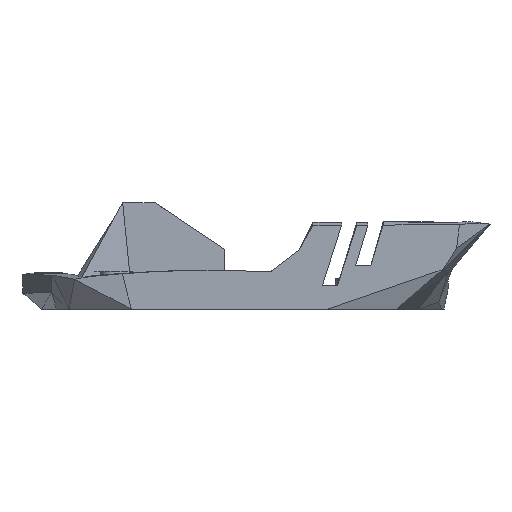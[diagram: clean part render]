
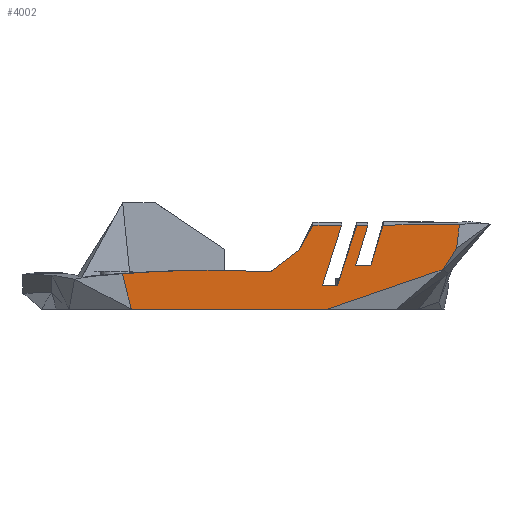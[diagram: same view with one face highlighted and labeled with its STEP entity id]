
A CAD part, left-side view. The second image highlights one B-rep face of the part: STEP entity #4002.
In plain terms, the highlighted planar face has unit normal (-1, 0, 0).
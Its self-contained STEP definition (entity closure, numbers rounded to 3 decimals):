
#123=(
BOUNDED_CURVE()
B_SPLINE_CURVE(2,(#6401,#6402,#6403),.UNSPECIFIED.,.F.,.F.)
B_SPLINE_CURVE_WITH_KNOTS((3,3),(26.262,28.01),
 .UNSPECIFIED.)
CURVE()
GEOMETRIC_REPRESENTATION_ITEM()
RATIONAL_B_SPLINE_CURVE((1.331,1.322,1.31))
REPRESENTATION_ITEM('')
);
#136=ELLIPSE('',#4272,864.968,267.444);
#395=FACE_OUTER_BOUND('',#656,.T.);
#656=EDGE_LOOP('',(#3222,#3223,#3224,#3225,#3226,#3227,#3228,#3229,#3230,
#3231,#3232,#3233,#3234,#3235,#3236,#3237,#3238));
#908=LINE('',#5909,#1321);
#919=LINE('',#5931,#1332);
#928=LINE('',#5952,#1341);
#938=LINE('',#5971,#1351);
#946=LINE('',#5987,#1359);
#954=LINE('',#6009,#1367);
#963=LINE('',#6030,#1376);
#967=LINE('',#6036,#1380);
#982=LINE('',#6067,#1395);
#984=LINE('',#6070,#1397);
#1064=LINE('',#6633,#1477);
#1080=LINE('',#7180,#1493);
#1081=LINE('',#7181,#1494);
#1082=LINE('',#7183,#1495);
#1083=LINE('',#7184,#1496);
#1321=VECTOR('',#4714,10.);
#1332=VECTOR('',#4733,10.);
#1341=VECTOR('',#4748,10.);
#1351=VECTOR('',#4766,10.);
#1359=VECTOR('',#4782,10.);
#1367=VECTOR('',#4802,10.);
#1376=VECTOR('',#4819,10.);
#1380=VECTOR('',#4827,10.);
#1395=VECTOR('',#4856,10.);
#1397=VECTOR('',#4860,10.);
#1477=VECTOR('',#5262,10.);
#1493=VECTOR('',#5296,10.);
#1494=VECTOR('',#5297,10.);
#1495=VECTOR('',#5298,10.);
#1496=VECTOR('',#5299,10.);
#1707=VERTEX_POINT('',#5906);
#1708=VERTEX_POINT('',#5908);
#1714=VERTEX_POINT('',#5925);
#1723=VERTEX_POINT('',#5949);
#1724=VERTEX_POINT('',#5951);
#1728=VERTEX_POINT('',#5965);
#1733=VERTEX_POINT('',#5982);
#1739=VERTEX_POINT('',#6001);
#1741=VERTEX_POINT('',#6007);
#1747=VERTEX_POINT('',#6023);
#1749=VERTEX_POINT('',#6029);
#1824=VERTEX_POINT('',#6356);
#1835=VERTEX_POINT('',#6400);
#1885=VERTEX_POINT('',#6630);
#1886=VERTEX_POINT('',#6632);
#1899=VERTEX_POINT('',#7179);
#1900=VERTEX_POINT('',#7182);
#2076=EDGE_CURVE('',#1707,#1708,#908,.T.);
#2087=EDGE_CURVE('',#1708,#1714,#919,.T.);
#2096=EDGE_CURVE('',#1723,#1724,#928,.T.);
#2106=EDGE_CURVE('',#1724,#1728,#938,.T.);
#2114=EDGE_CURVE('',#1733,#1723,#946,.T.);
#2124=EDGE_CURVE('',#1741,#1739,#954,.T.);
#2133=EDGE_CURVE('',#1749,#1747,#963,.T.);
#2137=EDGE_CURVE('',#1747,#1741,#967,.T.);
#2153=EDGE_CURVE('',#1714,#1733,#982,.T.);
#2155=EDGE_CURVE('',#1728,#1749,#984,.T.);
#2262=EDGE_CURVE('',#1824,#1707,#136,.T.);
#2276=EDGE_CURVE('',#1739,#1835,#123,.T.);
#2358=EDGE_CURVE('',#1885,#1886,#1064,.T.);
#2383=EDGE_CURVE('',#1885,#1899,#1080,.T.);
#2384=EDGE_CURVE('',#1899,#1835,#1081,.T.);
#2385=EDGE_CURVE('',#1824,#1900,#1082,.T.);
#2386=EDGE_CURVE('',#1900,#1886,#1083,.T.);
#3222=ORIENTED_EDGE('',*,*,#2358,.F.);
#3223=ORIENTED_EDGE('',*,*,#2383,.T.);
#3224=ORIENTED_EDGE('',*,*,#2384,.T.);
#3225=ORIENTED_EDGE('',*,*,#2276,.F.);
#3226=ORIENTED_EDGE('',*,*,#2124,.F.);
#3227=ORIENTED_EDGE('',*,*,#2137,.F.);
#3228=ORIENTED_EDGE('',*,*,#2133,.F.);
#3229=ORIENTED_EDGE('',*,*,#2155,.F.);
#3230=ORIENTED_EDGE('',*,*,#2106,.F.);
#3231=ORIENTED_EDGE('',*,*,#2096,.F.);
#3232=ORIENTED_EDGE('',*,*,#2114,.F.);
#3233=ORIENTED_EDGE('',*,*,#2153,.F.);
#3234=ORIENTED_EDGE('',*,*,#2087,.F.);
#3235=ORIENTED_EDGE('',*,*,#2076,.F.);
#3236=ORIENTED_EDGE('',*,*,#2262,.F.);
#3237=ORIENTED_EDGE('',*,*,#2385,.T.);
#3238=ORIENTED_EDGE('',*,*,#2386,.T.);
#3763=PLANE('',#4368);
#4002=ADVANCED_FACE('',(#395),#3763,.F.);
#4272=AXIS2_PLACEMENT_3D('',#6358,#5062,#5063);
#4368=AXIS2_PLACEMENT_3D('',#7178,#5294,#5295);
#4714=DIRECTION('',(0.,-0.796,0.606));
#4733=DIRECTION('',(0.,-0.489,0.872));
#4748=DIRECTION('',(0.,-1.,0.));
#4766=DIRECTION('',(0.,-0.301,0.954));
#4782=DIRECTION('',(0.,0.301,-0.954));
#4802=DIRECTION('',(0.,-0.289,0.957));
#4819=DIRECTION('',(0.,0.289,-0.957));
#4827=DIRECTION('',(0.,-1.,0.));
#4856=DIRECTION('',(0.,-1.,0.));
#4860=DIRECTION('',(0.,-1.,0.));
#5062=DIRECTION('center_axis',(1.,0.,0.));
#5063=DIRECTION('ref_axis',(0.,0.59,0.808));
#5262=DIRECTION('',(0.,0.946,-0.325));
#5294=DIRECTION('center_axis',(1.,0.,0.));
#5295=DIRECTION('ref_axis',(0.,1.,0.));
#5296=DIRECTION('',(0.,-0.539,0.842));
#5297=DIRECTION('',(0.,-0.125,0.992));
#5298=DIRECTION('',(0.,-0.246,-0.969));
#5299=DIRECTION('',(0.,-1.,0.));
#5906=CARTESIAN_POINT('',(-22.09,-4.229,4.763));
#5908=CARTESIAN_POINT('',(-22.09,-7.845,7.514));
#5909=CARTESIAN_POINT('',(-22.09,-8.064,7.681));
#5925=CARTESIAN_POINT('',(-22.09,-9.646,10.726));
#5931=CARTESIAN_POINT('',(-22.09,-8.456,8.603));
#5949=CARTESIAN_POINT('',(-22.09,-10.858,2.959));
#5951=CARTESIAN_POINT('',(-22.09,-12.792,2.959));
#5952=CARTESIAN_POINT('',(-22.09,-12.004,2.959));
#5965=CARTESIAN_POINT('',(-22.09,-15.24,10.726));
#5971=CARTESIAN_POINT('',(-22.09,-13.686,5.794));
#5982=CARTESIAN_POINT('',(-22.09,-13.306,10.726));
#5987=CARTESIAN_POINT('',(-22.09,-11.839,6.071));
#6001=CARTESIAN_POINT('',(-22.086,-18.596,10.689));
#6007=CARTESIAN_POINT('',(-22.09,-17.042,5.544));
#6009=CARTESIAN_POINT('',(-22.09,-17.238,6.191));
#6023=CARTESIAN_POINT('',(-22.09,-15.108,5.544));
#6029=CARTESIAN_POINT('',(-22.09,-16.671,10.726));
#6030=CARTESIAN_POINT('',(-22.09,-15.661,7.379));
#6036=CARTESIAN_POINT('',(-22.09,-14.129,5.544));
#6067=CARTESIAN_POINT('',(-22.09,-11.83,10.726));
#6070=CARTESIAN_POINT('',(-22.09,-14.07,10.726));
#6356=CARTESIAN_POINT('',(-22.09,14.694,4.525));
#6358=CARTESIAN_POINT('Origin',(-22.09,-446.236,-711.277));
#6400=CARTESIAN_POINT('',(-22.09,-28.373,10.773));
#6401=CARTESIAN_POINT('Ctrl Pts',(-22.09,-18.596,10.688));
#6402=CARTESIAN_POINT('Ctrl Pts',(-22.09,-22.966,10.988));
#6403=CARTESIAN_POINT('Ctrl Pts',(-22.09,-28.373,10.773));
#6630=CARTESIAN_POINT('',(-22.09,-26.269,5.072));
#6632=CARTESIAN_POINT('',(-22.09,-11.493,0.));
#6633=CARTESIAN_POINT('',(-22.09,-16.591,1.75));
#7178=CARTESIAN_POINT('Origin',(-22.09,-12.184,6.538));
#7179=CARTESIAN_POINT('',(-22.09,-27.995,7.766));
#7180=CARTESIAN_POINT('',(-22.09,-25.569,3.978));
#7181=CARTESIAN_POINT('',(-22.09,-27.933,7.272));
#7182=CARTESIAN_POINT('',(-22.09,13.543,0.));
#7183=CARTESIAN_POINT('',(-22.09,14.694,4.525));
#7184=CARTESIAN_POINT('',(-22.09,-6.009,0.));
